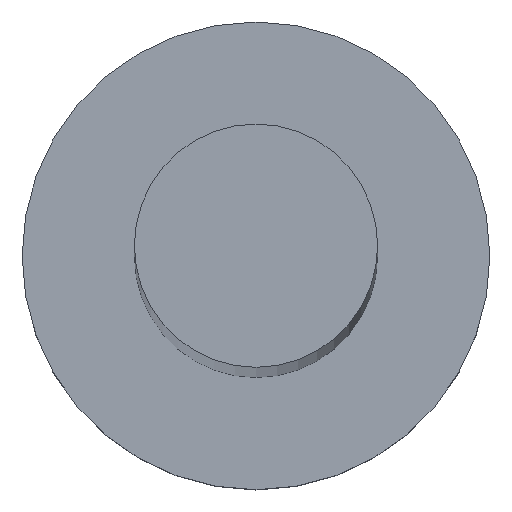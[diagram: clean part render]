
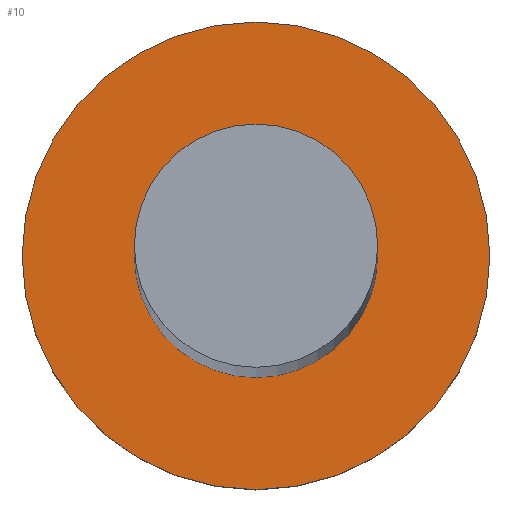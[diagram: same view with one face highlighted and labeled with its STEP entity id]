
A CAD part, top view. The second image highlights one B-rep face of the part: STEP entity #10.
In plain terms, the highlighted planar face has unit normal (0, 0, 1).
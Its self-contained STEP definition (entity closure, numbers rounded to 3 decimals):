
#10 = ADVANCED_FACE ( 'NONE', ( #128, #222 ), #240, .T. ) ;
#11 = DIRECTION ( 'NONE',  ( 1., 0., 0. ) ) ;
#13 = DIRECTION ( 'NONE',  ( 1., 0., 0. ) ) ;
#19 = CIRCLE ( 'NONE', #212, 2.6 ) ;
#28 = DIRECTION ( 'NONE',  ( 0., 0., 1. ) ) ;
#29 = VERTEX_POINT ( 'NONE', #207 ) ;
#30 = CIRCLE ( 'NONE', #210, 2.6 ) ;
#45 = DIRECTION ( 'NONE',  ( 0., 0., 1. ) ) ;
#72 = AXIS2_PLACEMENT_3D ( 'NONE', #241, #45, #13 ) ;
#77 = EDGE_CURVE ( 'NONE', #143, #202, #30, .T. ) ;
#78 = EDGE_CURVE ( 'NONE', #202, #143, #19, .T. ) ;
#81 = CARTESIAN_POINT ( 'NONE',  ( 0., 0., 3. ) ) ;
#83 = DIRECTION ( 'NONE',  ( 1., 0., 0. ) ) ;
#93 = EDGE_LOOP ( 'NONE', ( #169, #110 ) ) ;
#102 = DIRECTION ( 'NONE',  ( 1., 0., 0. ) ) ;
#106 = DIRECTION ( 'NONE',  ( 0., 0., 1. ) ) ;
#110 = ORIENTED_EDGE ( 'NONE', *, *, #77, .F. ) ;
#111 = CARTESIAN_POINT ( 'NONE',  ( 0., 0., 3. ) ) ;
#112 = ORIENTED_EDGE ( 'NONE', *, *, #197, .T. ) ;
#125 = ORIENTED_EDGE ( 'NONE', *, *, #247, .T. ) ;
#128 = FACE_BOUND ( 'NONE', #93, .T. ) ;
#136 = DIRECTION ( 'NONE',  ( 0., 0., 1. ) ) ;
#143 = VERTEX_POINT ( 'NONE', #204 ) ;
#145 = DIRECTION ( 'NONE',  ( 1., 0., 0. ) ) ;
#152 = CIRCLE ( 'NONE', #72, 5. ) ;
#154 = CARTESIAN_POINT ( 'NONE',  ( -5., 0., 3. ) ) ;
#169 = ORIENTED_EDGE ( 'NONE', *, *, #78, .F. ) ;
#189 = CARTESIAN_POINT ( 'NONE',  ( 0., 0., 3. ) ) ;
#197 = EDGE_CURVE ( 'NONE', #29, #245, #152, .T. ) ;
#201 = CARTESIAN_POINT ( 'NONE',  ( -2.6, 0., 3. ) ) ;
#202 = VERTEX_POINT ( 'NONE', #201 ) ;
#204 = CARTESIAN_POINT ( 'NONE',  ( 2.6, 0., 3. ) ) ;
#206 = DIRECTION ( 'NONE',  ( 0., 0., 1. ) ) ;
#207 = CARTESIAN_POINT ( 'NONE',  ( 5., 0., 3. ) ) ;
#208 = EDGE_LOOP ( 'NONE', ( #125, #112 ) ) ;
#210 = AXIS2_PLACEMENT_3D ( 'NONE', #111, #106, #145 ) ;
#212 = AXIS2_PLACEMENT_3D ( 'NONE', #81, #28, #83 ) ;
#222 = FACE_OUTER_BOUND ( 'NONE', #208, .T. ) ;
#240 = PLANE ( 'NONE',  #248 ) ;
#241 = CARTESIAN_POINT ( 'NONE',  ( 0., 0., 3. ) ) ;
#244 = AXIS2_PLACEMENT_3D ( 'NONE', #251, #136, #102 ) ;
#245 = VERTEX_POINT ( 'NONE', #154 ) ;
#247 = EDGE_CURVE ( 'NONE', #245, #29, #249, .T. ) ;
#248 = AXIS2_PLACEMENT_3D ( 'NONE', #189, #206, #11 ) ;
#249 = CIRCLE ( 'NONE', #244, 5. ) ;
#251 = CARTESIAN_POINT ( 'NONE',  ( 0., 0., 3. ) ) ;
